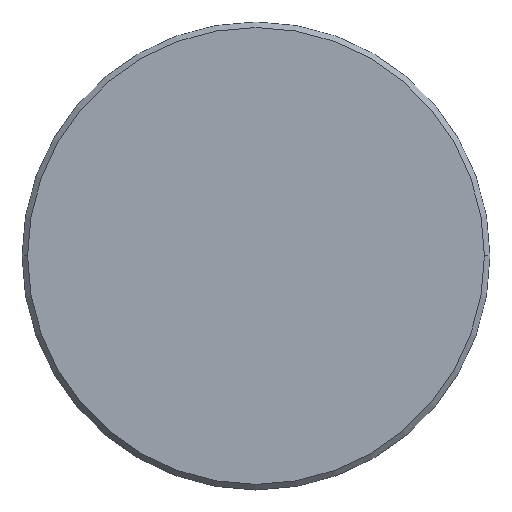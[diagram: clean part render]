
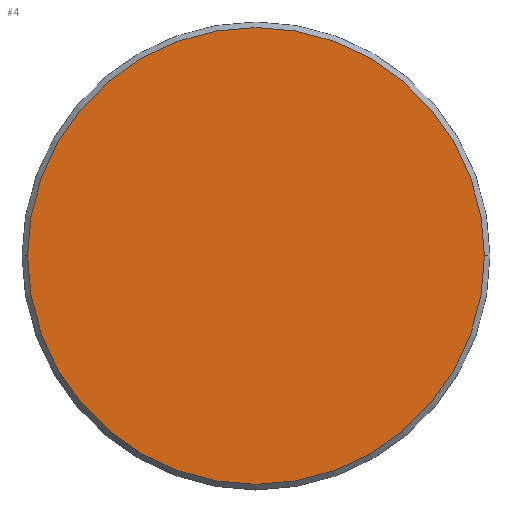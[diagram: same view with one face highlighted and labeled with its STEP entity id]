
A CAD part, top view. The second image highlights one B-rep face of the part: STEP entity #4.
In plain terms, the highlighted planar face has unit normal (0, 0, 1).
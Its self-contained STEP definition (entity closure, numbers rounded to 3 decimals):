
#4 = ADVANCED_FACE ( 'NONE', ( #81 ), #24, .T. ) ;
#17 = AXIS2_PLACEMENT_3D ( 'NONE', #99, #121, #156 ) ;
#24 = PLANE ( 'NONE',  #17 ) ;
#28 = CARTESIAN_POINT ( 'NONE',  ( 0., 0., 3. ) ) ;
#41 = EDGE_LOOP ( 'NONE', ( #158, #44 ) ) ;
#44 = ORIENTED_EDGE ( 'NONE', *, *, #211, .T. ) ;
#45 = EDGE_CURVE ( 'NONE', #170, #190, #144, .T. ) ;
#50 = AXIS2_PLACEMENT_3D ( 'NONE', #51, #148, #219 ) ;
#51 = CARTESIAN_POINT ( 'NONE',  ( 0., 0., 3. ) ) ;
#81 = FACE_OUTER_BOUND ( 'NONE', #41, .T. ) ;
#87 = CARTESIAN_POINT ( 'NONE',  ( -12.4, 0., 3. ) ) ;
#99 = CARTESIAN_POINT ( 'NONE',  ( 0., 0., 3. ) ) ;
#121 = DIRECTION ( 'NONE',  ( 0., 0., 1. ) ) ;
#123 = CIRCLE ( 'NONE', #50, 12.4 ) ;
#140 = AXIS2_PLACEMENT_3D ( 'NONE', #28, #181, #235 ) ;
#144 = CIRCLE ( 'NONE', #140, 12.4 ) ;
#148 = DIRECTION ( 'NONE',  ( 0., 0., 1. ) ) ;
#156 = DIRECTION ( 'NONE',  ( 1., 0., 0. ) ) ;
#158 = ORIENTED_EDGE ( 'NONE', *, *, #45, .T. ) ;
#170 = VERTEX_POINT ( 'NONE', #87 ) ;
#171 = CARTESIAN_POINT ( 'NONE',  ( 12.4, 0., 3. ) ) ;
#181 = DIRECTION ( 'NONE',  ( 0., 0., 1. ) ) ;
#190 = VERTEX_POINT ( 'NONE', #171 ) ;
#211 = EDGE_CURVE ( 'NONE', #190, #170, #123, .T. ) ;
#219 = DIRECTION ( 'NONE',  ( 1., 0., 0. ) ) ;
#235 = DIRECTION ( 'NONE',  ( 1., 0., 0. ) ) ;
